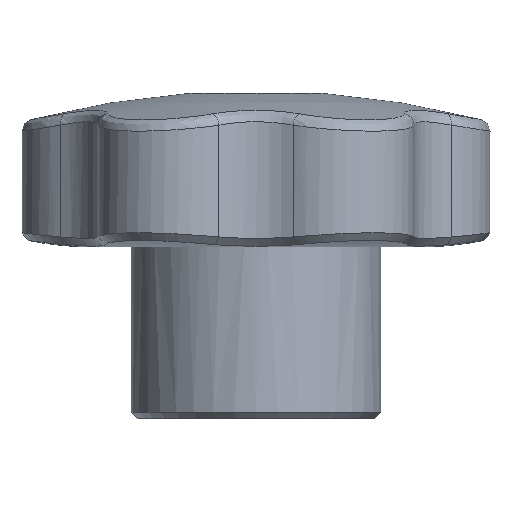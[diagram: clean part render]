
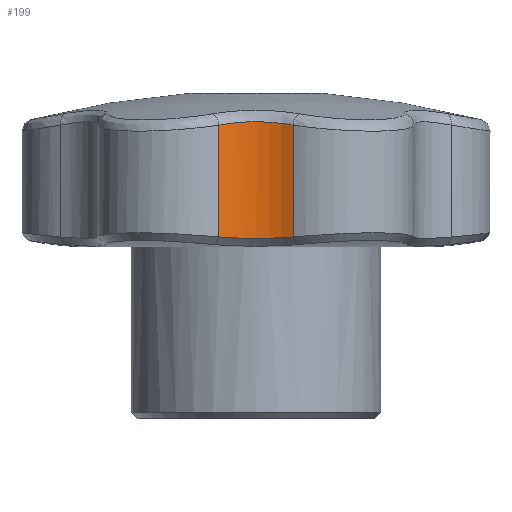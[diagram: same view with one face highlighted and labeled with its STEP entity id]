
A CAD part, left-side view. The second image highlights one B-rep face of the part: STEP entity #199.
In plain terms, the highlighted cylindrical face has radius 10 mm (diameter 20 mm), a partial arc.
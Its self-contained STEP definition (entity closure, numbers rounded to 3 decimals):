
#199 = ADVANCED_FACE( '', ( #422 ), #423, .F. );
#422 = FACE_OUTER_BOUND( '', #2464, .T. );
#423 = CYLINDRICAL_SURFACE( '', #2465, 10. );
#2464 = EDGE_LOOP( '', ( #3879, #3880, #3881, #3882 ) );
#2465 = AXIS2_PLACEMENT_3D( '', #3883, #3884, #3885 );
#3879 = ORIENTED_EDGE( '', *, *, #4299, .T. );
#3880 = ORIENTED_EDGE( '', *, *, #4182, .T. );
#3881 = ORIENTED_EDGE( '', *, *, #4300, .F. );
#3882 = ORIENTED_EDGE( '', *, *, #4301, .T. );
#3883 = CARTESIAN_POINT( '', ( -34.92, 0., 45. ) );
#3884 = DIRECTION( '', ( 0., 0., 1. ) );
#3885 = DIRECTION( '', ( -1., 0., 0. ) );
#4182 = EDGE_CURVE( '', #4394, #4549, #4551, .T. );
#4299 = EDGE_CURVE( '', #4666, #4394, #4701, .T. );
#4300 = EDGE_CURVE( '', #4589, #4549, #4702, .T. );
#4301 = EDGE_CURVE( '', #4589, #4666, #4703, .T. );
#4394 = VERTEX_POINT( '', #4879 );
#4549 = VERTEX_POINT( '', #5643 );
#4551 = B_SPLINE_CURVE_WITH_KNOTS( '', 3, ( #5646, #5647, #5648, #5649, #5650, #5651, #5652, #5653, #5654, #5655, #5656, #5657, #5658, #5659, #5660, #5661, #5662, #5663, #5664, #5665, #5666, #5667, #5668, #5669, #5670, #5671, #5672, #5673, #5674, #5675, #5676, #5677, #5678, #5679 ), .UNSPECIFIED., .F., .F., ( 4, 1, 1, 1, 1, 1, 1, 1, 1, 1, 1, 1, 1, 1, 1, 1, 1, 1, 1, 1, 1, 1, 1, 1, 1, 1, 1, 1, 1, 1, 1, 4 ), ( 0., 0.032, 0.065, 0.097, 0.129, 0.161, 0.194, 0.226, 0.258, 0.291, 0.323, 0.355, 0.387, 0.419, 0.452, 0.484, 0.516, 0.548, 0.581, 0.613, 0.645, 0.677, 0.71, 0.742, 0.774, 0.806, 0.839, 0.871, 0.903, 0.935, 0.968, 1. ), .UNSPECIFIED. );
#4589 = VERTEX_POINT( '', #5857 );
#4666 = VERTEX_POINT( '', #6875 );
#4701 = LINE( '', #7152, #7153 );
#4702 = LINE( '', #7154, #7155 );
#4703 = B_SPLINE_CURVE_WITH_KNOTS( '', 3, ( #7156, #7157, #7158, #7159, #7160, #7161, #7162, #7163, #7164, #7165, #7166, #7167, #7168, #7169, #7170, #7171, #7172, #7173, #7174, #7175, #7176, #7177, #7178, #7179, #7180, #7181, #7182, #7183, #7184, #7185, #7186, #7187, #7188 ), .UNSPECIFIED., .F., .F., ( 4, 1, 1, 1, 1, 2, 2, 2, 1, 2, 1, 1, 1, 2, 2, 2, 1, 2, 1, 1, 1, 1, 4 ), ( 0., 0.001, 0.001, 0.002, 0.002, 0.003, 0.003, 0.003, 0.003, 0.004, 0.004, 0.005, 0.006, 0.006, 0.006, 0.006, 0.007, 0.007, 0.007, 0.008, 0.009, 0.009, 0.01 ), .UNSPECIFIED. );
#4879 = CARTESIAN_POINT( '', ( -26.124, 4.756, 23.283 ) );
#5643 = CARTESIAN_POINT( '', ( -26.124, -4.756, 23.283 ) );
#5646 = CARTESIAN_POINT( '', ( -26.124, 4.756, 23.283 ) );
#5647 = CARTESIAN_POINT( '', ( -26.074, 4.662, 23.275 ) );
#5648 = CARTESIAN_POINT( '', ( -25.974, 4.473, 23.26 ) );
#5649 = CARTESIAN_POINT( '', ( -25.836, 4.185, 23.238 ) );
#5650 = CARTESIAN_POINT( '', ( -25.707, 3.892, 23.219 ) );
#5651 = CARTESIAN_POINT( '', ( -25.587, 3.596, 23.2 ) );
#5652 = CARTESIAN_POINT( '', ( -25.477, 3.295, 23.183 ) );
#5653 = CARTESIAN_POINT( '', ( -25.377, 2.992, 23.168 ) );
#5654 = CARTESIAN_POINT( '', ( -25.286, 2.685, 23.154 ) );
#5655 = CARTESIAN_POINT( '', ( -25.205, 2.376, 23.142 ) );
#5656 = CARTESIAN_POINT( '', ( -25.134, 2.064, 23.131 ) );
#5657 = CARTESIAN_POINT( '', ( -25.073, 1.75, 23.122 ) );
#5658 = CARTESIAN_POINT( '', ( -25.022, 1.434, 23.115 ) );
#5659 = CARTESIAN_POINT( '', ( -24.981, 1.117, 23.108 ) );
#5660 = CARTESIAN_POINT( '', ( -24.951, 0.798, 23.104 ) );
#5661 = CARTESIAN_POINT( '', ( -24.93, 0.479, 23.101 ) );
#5662 = CARTESIAN_POINT( '', ( -24.92, 0.16, 23.099 ) );
#5663 = CARTESIAN_POINT( '', ( -24.92, -0.16, 23.099 ) );
#5664 = CARTESIAN_POINT( '', ( -24.93, -0.48, 23.101 ) );
#5665 = CARTESIAN_POINT( '', ( -24.951, -0.799, 23.104 ) );
#5666 = CARTESIAN_POINT( '', ( -24.981, -1.117, 23.108 ) );
#5667 = CARTESIAN_POINT( '', ( -25.022, -1.435, 23.115 ) );
#5668 = CARTESIAN_POINT( '', ( -25.073, -1.75, 23.122 ) );
#5669 = CARTESIAN_POINT( '', ( -25.134, -2.064, 23.131 ) );
#5670 = CARTESIAN_POINT( '', ( -25.205, -2.376, 23.142 ) );
#5671 = CARTESIAN_POINT( '', ( -25.286, -2.685, 23.154 ) );
#5672 = CARTESIAN_POINT( '', ( -25.377, -2.992, 23.168 ) );
#5673 = CARTESIAN_POINT( '', ( -25.477, -3.296, 23.183 ) );
#5674 = CARTESIAN_POINT( '', ( -25.588, -3.596, 23.2 ) );
#5675 = CARTESIAN_POINT( '', ( -25.707, -3.892, 23.219 ) );
#5676 = CARTESIAN_POINT( '', ( -25.837, -4.185, 23.238 ) );
#5677 = CARTESIAN_POINT( '', ( -25.974, -4.473, 23.26 ) );
#5678 = CARTESIAN_POINT( '', ( -26.074, -4.662, 23.275 ) );
#5679 = CARTESIAN_POINT( '', ( -26.124, -4.756, 23.283 ) );
#5857 = CARTESIAN_POINT( '', ( -26.124, -4.756, 37.608 ) );
#6875 = CARTESIAN_POINT( '', ( -26.124, 4.756, 37.608 ) );
#7152 = CARTESIAN_POINT( '', ( -26.124, 4.756, 45. ) );
#7153 = VECTOR( '', #7576, 1000. );
#7154 = CARTESIAN_POINT( '', ( -26.124, -4.756, 45. ) );
#7155 = VECTOR( '', #7577, 1000. );
#7156 = CARTESIAN_POINT( '', ( -26.124, -4.756, 37.608 ) );
#7157 = CARTESIAN_POINT( '', ( -26.026, -4.574, 37.644 ) );
#7158 = CARTESIAN_POINT( '', ( -25.841, -4.206, 37.711 ) );
#7159 = CARTESIAN_POINT( '', ( -25.6, -3.64, 37.799 ) );
#7160 = CARTESIAN_POINT( '', ( -25.393, -3.06, 37.874 ) );
#7161 = CARTESIAN_POINT( '', ( -25.223, -2.465, 37.937 ) );
#7162 = CARTESIAN_POINT( '', ( -25.133, -2.06, 37.969 ) );
#7163 = CARTESIAN_POINT( '', ( -25.089, -1.829, 37.985 ) );
#7164 = CARTESIAN_POINT( '', ( -25.084, -1.803, 37.987 ) );
#7165 = CARTESIAN_POINT( '', ( -25.075, -1.752, 37.99 ) );
#7166 = CARTESIAN_POINT( '', ( -25.07, -1.726, 37.992 ) );
#7167 = CARTESIAN_POINT( '', ( -25.057, -1.649, 37.997 ) );
#7168 = CARTESIAN_POINT( '', ( -25.032, -1.494, 38.006 ) );
#7169 = CARTESIAN_POINT( '', ( -25.01, -1.339, 38.014 ) );
#7170 = CARTESIAN_POINT( '', ( -24.971, -1.03, 38.028 ) );
#7171 = CARTESIAN_POINT( '', ( -24.933, -0.617, 38.042 ) );
#7172 = CARTESIAN_POINT( '', ( -24.914, 0.003, 38.049 ) );
#7173 = CARTESIAN_POINT( '', ( -24.933, 0.623, 38.042 ) );
#7174 = CARTESIAN_POINT( '', ( -24.972, 1.037, 38.027 ) );
#7175 = CARTESIAN_POINT( '', ( -25.005, 1.296, 38.016 ) );
#7176 = CARTESIAN_POINT( '', ( -25.012, 1.348, 38.013 ) );
#7177 = CARTESIAN_POINT( '', ( -25.023, 1.426, 38.009 ) );
#7178 = CARTESIAN_POINT( '', ( -25.026, 1.452, 38.008 ) );
#7179 = CARTESIAN_POINT( '', ( -25.034, 1.503, 38.005 ) );
#7180 = CARTESIAN_POINT( '', ( -25.054, 1.633, 37.998 ) );
#7181 = CARTESIAN_POINT( '', ( -25.076, 1.761, 37.99 ) );
#7182 = CARTESIAN_POINT( '', ( -25.134, 2.067, 37.969 ) );
#7183 = CARTESIAN_POINT( '', ( -25.224, 2.471, 37.936 ) );
#7184 = CARTESIAN_POINT( '', ( -25.394, 3.063, 37.874 ) );
#7185 = CARTESIAN_POINT( '', ( -25.6, 3.641, 37.799 ) );
#7186 = CARTESIAN_POINT( '', ( -25.841, 4.206, 37.711 ) );
#7187 = CARTESIAN_POINT( '', ( -26.026, 4.574, 37.644 ) );
#7188 = CARTESIAN_POINT( '', ( -26.124, 4.756, 37.608 ) );
#7576 = DIRECTION( '', ( 0., 0., -1. ) );
#7577 = DIRECTION( '', ( 0., 0., -1. ) );
